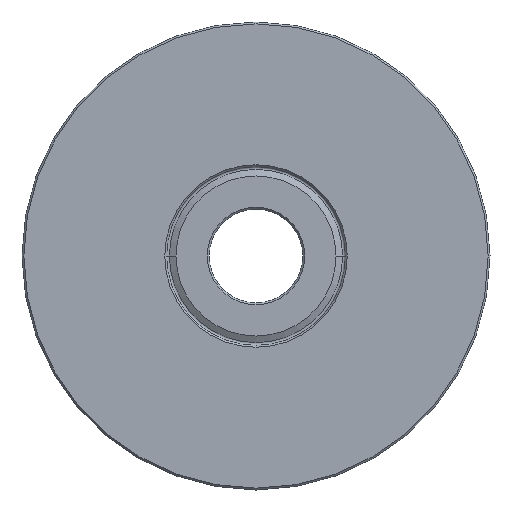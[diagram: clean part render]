
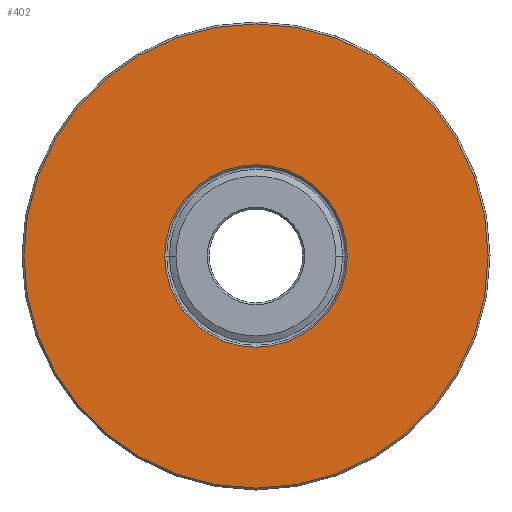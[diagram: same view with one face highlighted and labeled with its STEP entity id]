
A CAD part, front view. The second image highlights one B-rep face of the part: STEP entity #402.
In plain terms, the highlighted planar face has unit normal (0, -1, 0).
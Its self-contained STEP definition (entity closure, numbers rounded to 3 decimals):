
#1 = DIRECTION ( 'NONE',  ( -1., 0., 0. ) ) ;
#6 = EDGE_LOOP ( 'NONE', ( #269, #20 ) ) ;
#15 = AXIS2_PLACEMENT_3D ( 'NONE', #184, #284, #132 ) ;
#17 = CIRCLE ( 'NONE', #650, 12.4 ) ;
#20 = ORIENTED_EDGE ( 'NONE', *, *, #562, .T. ) ;
#72 = EDGE_LOOP ( 'NONE', ( #440, #550 ) ) ;
#100 = CARTESIAN_POINT ( 'NONE',  ( 0., -3., 0. ) ) ;
#132 = DIRECTION ( 'NONE',  ( -1., 0., 0. ) ) ;
#184 = CARTESIAN_POINT ( 'NONE',  ( 0., -3., 0. ) ) ;
#213 = CARTESIAN_POINT ( 'NONE',  ( 4.775, -3., 0. ) ) ;
#235 = AXIS2_PLACEMENT_3D ( 'NONE', #213, #477, #586 ) ;
#241 = CIRCLE ( 'NONE', #359, 12.4 ) ;
#246 = VERTEX_POINT ( 'NONE', #286 ) ;
#256 = DIRECTION ( 'NONE',  ( -1., 0., 0. ) ) ;
#266 = VERTEX_POINT ( 'NONE', #470 ) ;
#269 = ORIENTED_EDGE ( 'NONE', *, *, #281, .T. ) ;
#281 = EDGE_CURVE ( 'NONE', #468, #246, #241, .T. ) ;
#284 = DIRECTION ( 'NONE',  ( 0., 1., 0. ) ) ;
#286 = CARTESIAN_POINT ( 'NONE',  ( 12.4, -3., 0. ) ) ;
#307 = EDGE_CURVE ( 'NONE', #266, #637, #312, .T. ) ;
#312 = CIRCLE ( 'NONE', #517, 4.875 ) ;
#317 = FACE_OUTER_BOUND ( 'NONE', #6, .T. ) ;
#358 = CIRCLE ( 'NONE', #15, 4.875 ) ;
#359 = AXIS2_PLACEMENT_3D ( 'NONE', #579, #476, #256 ) ;
#402 = ADVANCED_FACE ( 'NONE', ( #317, #450 ), #530, .F. ) ;
#440 = ORIENTED_EDGE ( 'NONE', *, *, #608, .T. ) ;
#450 = FACE_BOUND ( 'NONE', #72, .T. ) ;
#465 = CARTESIAN_POINT ( 'NONE',  ( 0., -3., 0. ) ) ;
#468 = VERTEX_POINT ( 'NONE', #540 ) ;
#470 = CARTESIAN_POINT ( 'NONE',  ( -4.875, -3., 0. ) ) ;
#472 = DIRECTION ( 'NONE',  ( 0., 1., 0. ) ) ;
#476 = DIRECTION ( 'NONE',  ( 0., -1., 0. ) ) ;
#477 = DIRECTION ( 'NONE',  ( 0., 1., 0. ) ) ;
#517 = AXIS2_PLACEMENT_3D ( 'NONE', #100, #472, #1 ) ;
#530 = PLANE ( 'NONE',  #235 ) ;
#540 = CARTESIAN_POINT ( 'NONE',  ( -12.4, -3., 0. ) ) ;
#550 = ORIENTED_EDGE ( 'NONE', *, *, #307, .T. ) ;
#562 = EDGE_CURVE ( 'NONE', #246, #468, #17, .T. ) ;
#579 = CARTESIAN_POINT ( 'NONE',  ( 0., -3., 0. ) ) ;
#586 = DIRECTION ( 'NONE',  ( -1., 0., 0. ) ) ;
#608 = EDGE_CURVE ( 'NONE', #637, #266, #358, .T. ) ;
#611 = DIRECTION ( 'NONE',  ( -1., 0., 0. ) ) ;
#612 = CARTESIAN_POINT ( 'NONE',  ( 4.875, -3., 0. ) ) ;
#637 = VERTEX_POINT ( 'NONE', #612 ) ;
#650 = AXIS2_PLACEMENT_3D ( 'NONE', #465, #673, #611 ) ;
#673 = DIRECTION ( 'NONE',  ( 0., -1., 0. ) ) ;
